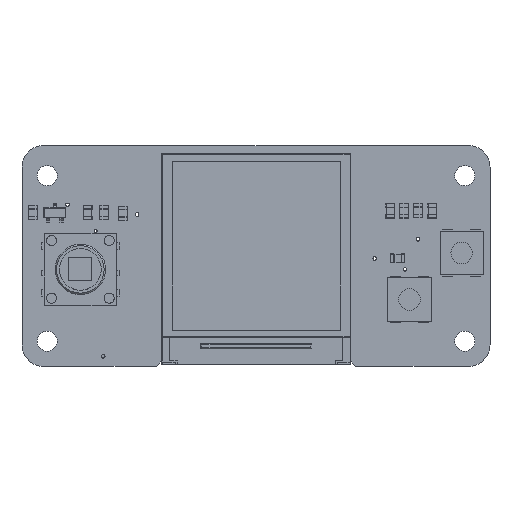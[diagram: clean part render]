
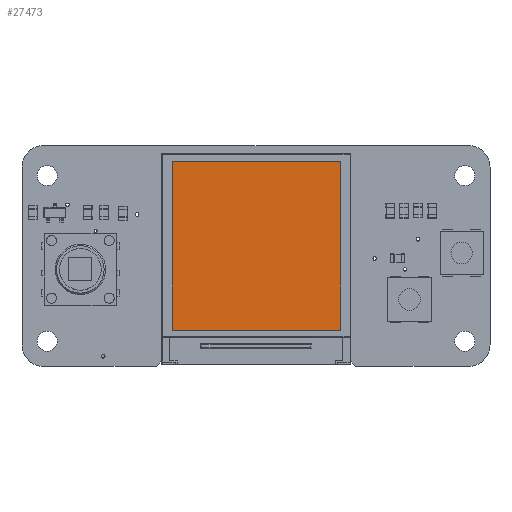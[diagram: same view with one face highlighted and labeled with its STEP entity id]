
A CAD part, top view. The second image highlights one B-rep face of the part: STEP entity #27473.
In plain terms, the highlighted face is planar.
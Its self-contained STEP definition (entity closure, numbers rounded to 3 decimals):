
#1557=PLANE('',#29500);
#3106=FACE_OUTER_BOUND('',#4793,.T.);
#4793=EDGE_LOOP('',(#24520,#24521,#24522,#24523));
#7871=LINE('',#43285,#11348);
#7873=LINE('',#43289,#11350);
#7875=LINE('',#43293,#11352);
#7877=LINE('',#43296,#11354);
#11348=VECTOR('',#35787,1000.);
#11350=VECTOR('',#35791,1000.);
#11352=VECTOR('',#35795,1000.);
#11354=VECTOR('',#35799,1000.);
#14153=VERTEX_POINT('',#43282);
#14154=VERTEX_POINT('',#43284);
#14155=VERTEX_POINT('',#43288);
#14156=VERTEX_POINT('',#43292);
#17675=EDGE_CURVE('',#14153,#14154,#7871,.T.);
#17677=EDGE_CURVE('',#14154,#14155,#7873,.T.);
#17679=EDGE_CURVE('',#14155,#14156,#7875,.T.);
#17681=EDGE_CURVE('',#14156,#14153,#7877,.T.);
#24520=ORIENTED_EDGE('',*,*,#17675,.F.);
#24521=ORIENTED_EDGE('',*,*,#17681,.F.);
#24522=ORIENTED_EDGE('',*,*,#17679,.F.);
#24523=ORIENTED_EDGE('',*,*,#17677,.F.);
#27473=ADVANCED_FACE('',(#3106),#1557,.F.);
#29500=AXIS2_PLACEMENT_3D('',#43297,#35800,#35801);
#35787=DIRECTION('',(0.,1.,0.));
#35791=DIRECTION('',(-1.,0.,0.));
#35795=DIRECTION('',(0.,-1.,0.));
#35799=DIRECTION('',(1.,0.,0.));
#35800=DIRECTION('center_axis',(0.,0.,
1.));
#35801=DIRECTION('ref_axis',(1.,0.,0.));
#43282=CARTESIAN_POINT('',(25.262,5.139,-3.035));
#43284=CARTESIAN_POINT('',(25.262,28.539,-3.035));
#43285=CARTESIAN_POINT('',(25.262,5.139,-3.035));
#43288=CARTESIAN_POINT('',(1.862,28.539,-3.035));
#43289=CARTESIAN_POINT('',(25.262,28.539,-3.035));
#43292=CARTESIAN_POINT('',(1.862,5.139,-3.035));
#43293=CARTESIAN_POINT('',(1.862,28.539,-3.035));
#43296=CARTESIAN_POINT('',(1.862,5.139,-3.035));
#43297=CARTESIAN_POINT('Origin',(13.562,15.,-3.035));
